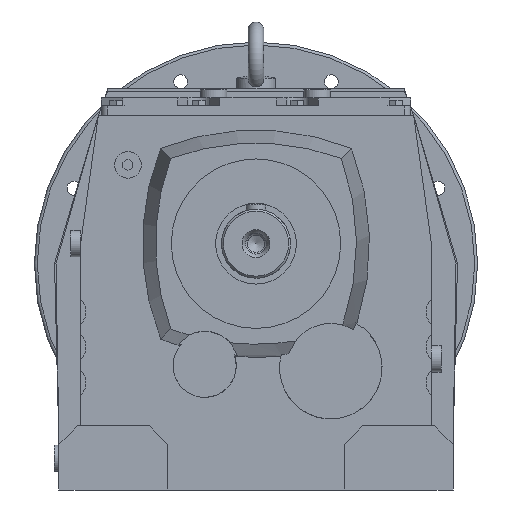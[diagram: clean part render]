
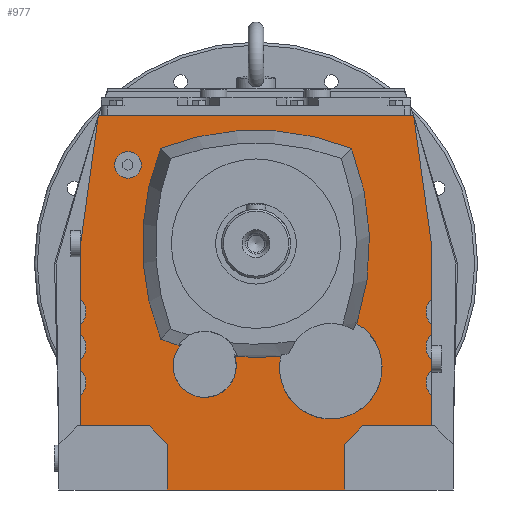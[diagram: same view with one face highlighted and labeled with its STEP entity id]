
A CAD part, left-side view. The second image highlights one B-rep face of the part: STEP entity #977.
In plain terms, the highlighted planar face has unit normal (-1, 0, 0).
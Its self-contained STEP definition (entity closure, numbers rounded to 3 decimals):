
#977=ADVANCED_FACE('',(#5249,#5251),#5253,.F.);
#5249=FACE_BOUND('',#5250,.T.);
#5250=EDGE_LOOP('',(#10316,#10317,#10318,#10319,#10320,#10321,#10322,#10323,#10324,
#10325,#10326,#10327,#10328,#10329,#10330,#10331,#10332,#10333,#10334,#10335,#10336,
#10337,#10338,#10339));
#5251=FACE_BOUND('',#5252,.T.);
#5252=EDGE_LOOP('',(#10340,#10341,#10342,#10343,#10344,#10345,#10346));
#5253=PLANE('',#5254);
#5254=AXIS2_PLACEMENT_3D('',#5255,#5256,#5257);
#5255=CARTESIAN_POINT('',(85.,0.,-64.539));
#5256=DIRECTION('',(1.,0.,0.));
#5257=DIRECTION('',(0.,1.,0.));
#10316=ORIENTED_EDGE('',*,*,#12401,.T.);
#10317=ORIENTED_EDGE('',*,*,#12411,.F.);
#10318=ORIENTED_EDGE('',*,*,#12422,.F.);
#10319=ORIENTED_EDGE('',*,*,#12423,.F.);
#10320=ORIENTED_EDGE('',*,*,#12424,.F.);
#10321=ORIENTED_EDGE('',*,*,#12413,.F.);
#10322=ORIENTED_EDGE('',*,*,#12387,.T.);
#10323=ORIENTED_EDGE('',*,*,#12421,.F.);
#10324=ORIENTED_EDGE('',*,*,#12383,.T.);
#10325=ORIENTED_EDGE('',*,*,#12419,.F.);
#10326=ORIENTED_EDGE('',*,*,#12379,.T.);
#10327=ORIENTED_EDGE('',*,*,#12417,.F.);
#10328=ORIENTED_EDGE('',*,*,#12425,.T.);
#10329=ORIENTED_EDGE('',*,*,#12426,.T.);
#10330=ORIENTED_EDGE('',*,*,#12427,.T.);
#10331=ORIENTED_EDGE('',*,*,#12428,.F.);
#10332=ORIENTED_EDGE('',*,*,#12429,.T.);
#10333=ORIENTED_EDGE('',*,*,#12430,.T.);
#10334=ORIENTED_EDGE('',*,*,#12431,.T.);
#10335=ORIENTED_EDGE('',*,*,#12407,.F.);
#10336=ORIENTED_EDGE('',*,*,#12393,.T.);
#10337=ORIENTED_EDGE('',*,*,#12405,.F.);
#10338=ORIENTED_EDGE('',*,*,#12397,.T.);
#10339=ORIENTED_EDGE('',*,*,#12403,.F.);
#10340=ORIENTED_EDGE('',*,*,#12375,.T.);
#10341=ORIENTED_EDGE('',*,*,#12432,.T.);
#10342=ORIENTED_EDGE('',*,*,#12371,.T.);
#10343=ORIENTED_EDGE('',*,*,#12433,.T.);
#10344=ORIENTED_EDGE('',*,*,#12434,.T.);
#10345=ORIENTED_EDGE('',*,*,#12435,.T.);
#10346=ORIENTED_EDGE('',*,*,#12436,.T.);
#12371=EDGE_CURVE('',#13462,#13459,#13463,.T.);
#12375=EDGE_CURVE('',#13470,#13467,#13471,.T.);
#12379=EDGE_CURVE('',#13478,#13475,#13479,.T.);
#12383=EDGE_CURVE('',#13486,#13483,#13487,.T.);
#12387=EDGE_CURVE('',#13494,#13491,#13495,.T.);
#12393=EDGE_CURVE('',#13500,#13504,#13506,.T.);
#12397=EDGE_CURVE('',#13508,#13512,#13514,.T.);
#12401=EDGE_CURVE('',#13516,#13520,#13522,.T.);
#12403=EDGE_CURVE('',#13516,#13512,#13524,.T.);
#12405=EDGE_CURVE('',#13508,#13504,#13526,.T.);
#12407=EDGE_CURVE('',#13500,#13528,#13529,.T.);
#12411=EDGE_CURVE('',#13534,#13520,#13536,.T.);
#12413=EDGE_CURVE('',#13494,#13538,#13539,.T.);
#12417=EDGE_CURVE('',#13544,#13475,#13546,.T.);
#12419=EDGE_CURVE('',#13478,#13483,#13548,.T.);
#12421=EDGE_CURVE('',#13486,#13491,#13550,.T.);
#12422=EDGE_CURVE('',#13551,#13534,#13552,.T.);
#12423=EDGE_CURVE('',#13553,#13551,#13554,.T.);
#12424=EDGE_CURVE('',#13538,#13553,#13555,.T.);
#12425=EDGE_CURVE('',#13544,#13556,#13557,.T.);
#12426=EDGE_CURVE('',#13556,#13558,#13559,.T.);
#12427=EDGE_CURVE('',#13558,#13560,#13561,.T.);
#12428=EDGE_CURVE('',#13562,#13560,#13563,.T.);
#12429=EDGE_CURVE('',#13562,#13564,#13565,.T.);
#12430=EDGE_CURVE('',#13564,#13566,#13567,.T.);
#12431=EDGE_CURVE('',#13566,#13528,#13568,.T.);
#12432=EDGE_CURVE('',#13467,#13462,#13569,.T.);
#12433=EDGE_CURVE('',#13459,#13570,#13571,.T.);
#12434=EDGE_CURVE('',#13570,#13572,#13573,.T.);
#12435=EDGE_CURVE('',#13572,#13574,#13575,.T.);
#12436=EDGE_CURVE('',#13574,#13470,#13576,.T.);
#13459=VERTEX_POINT('',#15316);
#13462=VERTEX_POINT('',#15328);
#13463=CIRCLE('',#15329,32.);
#13467=VERTEX_POINT('',#15348);
#13470=VERTEX_POINT('',#15362);
#13471=CIRCLE('',#15363,52.);
#13475=VERTEX_POINT('',#15381);
#13478=VERTEX_POINT('',#15386);
#13479=CIRCLE('',#15387,18.);
#13483=VERTEX_POINT('',#15399);
#13486=VERTEX_POINT('',#15404);
#13487=CIRCLE('',#15405,18.);
#13491=VERTEX_POINT('',#15417);
#13494=VERTEX_POINT('',#15422);
#13495=CIRCLE('',#15423,18.);
#13500=VERTEX_POINT('',#15436);
#13504=VERTEX_POINT('',#15445);
#13506=CIRCLE('',#15449,18.);
#13508=VERTEX_POINT('',#15454);
#13512=VERTEX_POINT('',#15463);
#13514=CIRCLE('',#15467,18.);
#13516=VERTEX_POINT('',#15472);
#13520=VERTEX_POINT('',#15481);
#13522=CIRCLE('',#15485,18.);
#13524=LINE('',#15492,#15493);
#13526=LINE('',#15498,#15499);
#13528=VERTEX_POINT('',#15504);
#13529=LINE('',#15505,#15506);
#13534=VERTEX_POINT('',#15516);
#13536=LINE('',#15520,#15521);
#13538=VERTEX_POINT('',#15526);
#13539=LINE('',#15527,#15528);
#13544=VERTEX_POINT('',#15538);
#13546=LINE('',#15542,#15543);
#13548=LINE('',#15548,#15549);
#13550=LINE('',#15554,#15555);
#13551=VERTEX_POINT('',#15557);
#13552=LINE('',#15558,#15559);
#13553=VERTEX_POINT('',#15561);
#13554=LINE('',#15562,#15563);
#13555=LINE('',#15565,#15566);
#13556=VERTEX_POINT('',#15568);
#13557=LINE('',#15569,#15570);
#13558=VERTEX_POINT('',#15572);
#13559=LINE('',#15573,#15574);
#13560=VERTEX_POINT('',#15576);
#13561=LINE('',#15577,#15578);
#13562=VERTEX_POINT('',#15580);
#13563=LINE('',#15581,#15582);
#13564=VERTEX_POINT('',#15584);
#13565=LINE('',#15585,#15586);
#13566=VERTEX_POINT('',#15588);
#13567=LINE('',#15589,#15590);
#13568=LINE('',#15592,#15593);
#13569=CIRCLE('',#15595,263.225);
#13570=VERTEX_POINT('',#15599);
#13571=CIRCLE('',#15600,263.225);
#13572=VERTEX_POINT('',#15604);
#13573=CIRCLE('',#15605,263.225);
#13574=VERTEX_POINT('',#15609);
#13575=CIRCLE('',#15610,263.225);
#13576=CIRCLE('',#15614,263.225);
#15316=CARTESIAN_POINT('',(85.,76.875,-103.749));
#15328=CARTESIAN_POINT('',(85.,21.58,-114.338));
#15329=AXIS2_PLACEMENT_3D('',#15330,#15331,#15332);
#15330=CARTESIAN_POINT('',(85.,52.09,-123.99));
#15331=DIRECTION('',(1.,0.,-0.));
#15332=DIRECTION('',(0.,-0.953,0.302));
#15348=CARTESIAN_POINT('',(85.,-25.269,-114.009));
#15362=CARTESIAN_POINT('',(85.,-102.401,-81.157));
#15363=AXIS2_PLACEMENT_3D('',#15364,#15365,#15366);
#15364=CARTESIAN_POINT('',(85.,-75.893,-125.893));
#15365=DIRECTION('',(1.,0.,-0.));
#15366=DIRECTION('',(0.,-0.51,0.86));
#15381=CARTESIAN_POINT('',(85.,178.,-153.855));
#15386=CARTESIAN_POINT('',(85.,178.,-128.145));
#15387=AXIS2_PLACEMENT_3D('',#15388,#15389,#15390);
#15388=CARTESIAN_POINT('',(85.,190.6,-141.));
#15389=DIRECTION('',(1.,0.,-0.));
#15390=DIRECTION('',(0.,-0.7,0.714));
#15399=CARTESIAN_POINT('',(85.,178.,-117.855));
#15404=CARTESIAN_POINT('',(85.,178.,-92.145));
#15405=AXIS2_PLACEMENT_3D('',#15406,#15407,#15408);
#15406=CARTESIAN_POINT('',(85.,190.6,-105.));
#15407=DIRECTION('',(1.,0.,-0.));
#15408=DIRECTION('',(0.,-0.7,0.714));
#15417=CARTESIAN_POINT('',(85.,178.,-81.855));
#15422=CARTESIAN_POINT('',(85.,178.,-56.145));
#15423=AXIS2_PLACEMENT_3D('',#15424,#15425,#15426);
#15424=CARTESIAN_POINT('',(85.,190.6,-69.));
#15425=DIRECTION('',(1.,0.,-0.));
#15426=DIRECTION('',(0.,-0.7,0.714));
#15436=CARTESIAN_POINT('',(85.,-178.,-153.855));
#15445=CARTESIAN_POINT('',(85.,-178.,-128.145));
#15449=AXIS2_PLACEMENT_3D('',#15450,#15451,#15452);
#15450=CARTESIAN_POINT('',(85.,-190.6,-141.));
#15451=DIRECTION('',(1.,0.,0.));
#15452=DIRECTION('',(0.,0.7,-0.714));
#15454=CARTESIAN_POINT('',(85.,-178.,-117.855));
#15463=CARTESIAN_POINT('',(85.,-178.,-92.145));
#15467=AXIS2_PLACEMENT_3D('',#15468,#15469,#15470);
#15468=CARTESIAN_POINT('',(85.,-190.6,-105.));
#15469=DIRECTION('',(1.,0.,0.));
#15470=DIRECTION('',(0.,0.7,-0.714));
#15472=CARTESIAN_POINT('',(85.,-178.,-81.855));
#15481=CARTESIAN_POINT('',(85.,-178.,-56.145));
#15485=AXIS2_PLACEMENT_3D('',#15486,#15487,#15488);
#15486=CARTESIAN_POINT('',(85.,-190.6,-69.));
#15487=DIRECTION('',(1.,0.,0.));
#15488=DIRECTION('',(0.,0.7,-0.714));
#15492=CARTESIAN_POINT('',(85.,-178.,-81.855));
#15493=VECTOR('',#15494,1.);
#15494=DIRECTION('',(0.,0.,-1.));
#15498=CARTESIAN_POINT('',(85.,-178.,-117.855));
#15499=VECTOR('',#15500,1.);
#15500=DIRECTION('',(0.,0.,-1.));
#15504=CARTESIAN_POINT('',(85.,-178.,-185.));
#15505=CARTESIAN_POINT('',(85.,-178.,-153.855));
#15506=VECTOR('',#15507,1.);
#15507=DIRECTION('',(0.,0.,-1.));
#15516=CARTESIAN_POINT('',(85.,-178.,0.));
#15520=CARTESIAN_POINT('',(85.,-178.,0.));
#15521=VECTOR('',#15522,1.);
#15522=DIRECTION('',(0.,0.,-1.));
#15526=CARTESIAN_POINT('',(85.,178.,0.));
#15527=CARTESIAN_POINT('',(85.,178.,-56.145));
#15528=VECTOR('',#15529,1.);
#15529=DIRECTION('',(0.,0.,1.));
#15538=CARTESIAN_POINT('',(85.,178.,-185.));
#15542=CARTESIAN_POINT('',(85.,178.,-185.));
#15543=VECTOR('',#15544,1.);
#15544=DIRECTION('',(0.,0.,1.));
#15548=CARTESIAN_POINT('',(85.,178.,-128.145));
#15549=VECTOR('',#15550,1.);
#15550=DIRECTION('',(0.,0.,1.));
#15554=CARTESIAN_POINT('',(85.,178.,-92.145));
#15555=VECTOR('',#15556,1.);
#15556=DIRECTION('',(0.,0.,1.));
#15557=CARTESIAN_POINT('',(85.,-160.,130.));
#15558=CARTESIAN_POINT('',(85.,-160.,130.));
#15559=VECTOR('',#15560,1.);
#15560=DIRECTION('',(0.,-0.137,-0.991));
#15561=CARTESIAN_POINT('',(85.,160.,130.));
#15562=CARTESIAN_POINT('',(85.,160.,130.));
#15563=VECTOR('',#15564,1.);
#15564=DIRECTION('',(0.,-1.,0.));
#15565=CARTESIAN_POINT('',(85.,178.,0.));
#15566=VECTOR('',#15567,1.);
#15567=DIRECTION('',(0.,-0.137,0.991));
#15568=CARTESIAN_POINT('',(85.,108.5,-185.));
#15569=CARTESIAN_POINT('',(85.,178.,-185.));
#15570=VECTOR('',#15571,1.);
#15571=DIRECTION('',(0.,-1.,0.));
#15572=CARTESIAN_POINT('',(85.,90.,-203.5));
#15573=CARTESIAN_POINT('',(85.,108.5,-185.));
#15574=VECTOR('',#15575,1.);
#15575=DIRECTION('',(0.,-0.707,-0.707));
#15576=CARTESIAN_POINT('',(85.,90.,-250.));
#15577=CARTESIAN_POINT('',(85.,90.,-203.5));
#15578=VECTOR('',#15579,1.);
#15579=DIRECTION('',(0.,0.,-1.));
#15580=CARTESIAN_POINT('',(85.,-90.,-250.));
#15581=CARTESIAN_POINT('',(85.,-90.,-250.));
#15582=VECTOR('',#15583,1.);
#15583=DIRECTION('',(0.,1.,0.));
#15584=CARTESIAN_POINT('',(85.,-90.,-203.5));
#15585=CARTESIAN_POINT('',(85.,-90.,-250.));
#15586=VECTOR('',#15587,1.);
#15587=DIRECTION('',(0.,0.,1.));
#15588=CARTESIAN_POINT('',(85.,-108.5,-185.));
#15589=CARTESIAN_POINT('',(85.,-90.,-203.5));
#15590=VECTOR('',#15591,1.);
#15591=DIRECTION('',(0.,-0.707,0.707));
#15592=CARTESIAN_POINT('',(85.,-108.5,-185.));
#15593=VECTOR('',#15594,1.);
#15594=DIRECTION('',(0.,-1.,0.));
#15595=AXIS2_PLACEMENT_3D('',#15596,#15597,#15598);
#15596=CARTESIAN_POINT('',(85.,0.,148.));
#15597=DIRECTION('',(1.,-0.,0.));
#15598=DIRECTION('',(0.,-0.096,-0.995));
#15599=CARTESIAN_POINT('',(85.,96.785,-96.785));
#15600=AXIS2_PLACEMENT_3D('',#15601,#15602,#15603);
#15601=CARTESIAN_POINT('',(85.,0.,148.));
#15602=DIRECTION('',(1.,-0.,0.));
#15603=DIRECTION('',(0.,0.292,-0.956));
#15604=CARTESIAN_POINT('',(85.,96.785,96.785));
#15605=AXIS2_PLACEMENT_3D('',#15606,#15607,#15608);
#15606=CARTESIAN_POINT('',(85.,-148.,0.));
#15607=DIRECTION('',(1.,-0.,0.));
#15608=DIRECTION('',(0.,0.93,-0.368));
#15609=CARTESIAN_POINT('',(85.,-96.785,96.785));
#15610=AXIS2_PLACEMENT_3D('',#15611,#15612,#15613);
#15611=CARTESIAN_POINT('',(85.,0.,-148.));
#15612=DIRECTION('',(1.,0.,-0.));
#15613=DIRECTION('',(0.,0.368,0.93));
#15614=AXIS2_PLACEMENT_3D('',#15615,#15616,#15617);
#15615=CARTESIAN_POINT('',(85.,148.,0.));
#15616=DIRECTION('',(1.,0.,-0.));
#15617=DIRECTION('',(0.,-0.93,0.368));
